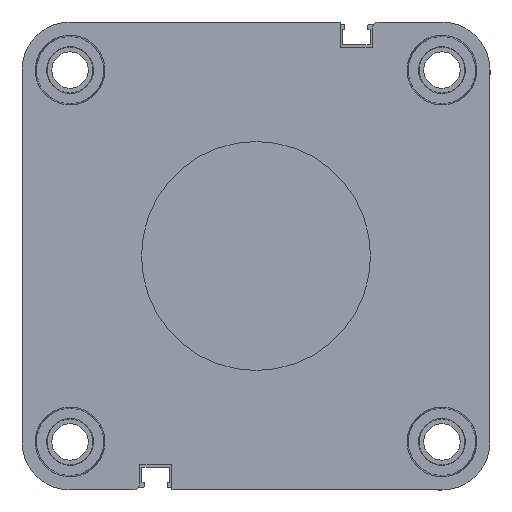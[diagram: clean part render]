
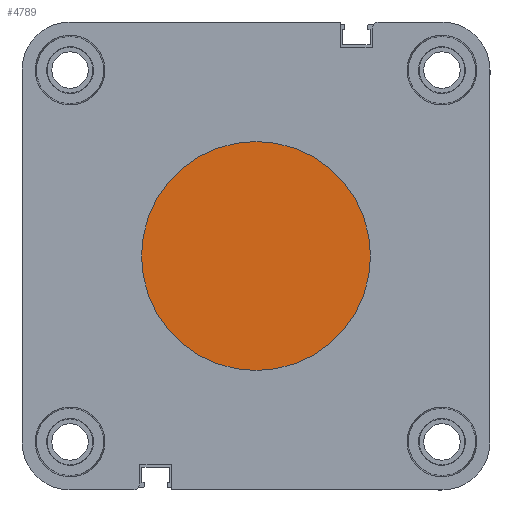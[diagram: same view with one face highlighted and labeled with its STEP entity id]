
A CAD part, left-side view. The second image highlights one B-rep face of the part: STEP entity #4789.
In plain terms, the highlighted planar face has unit normal (-1, 0, 0).
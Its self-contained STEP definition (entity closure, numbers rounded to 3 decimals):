
#356 = DIRECTION ( 'NONE',  ( 0., 0., 1. ) ) ;
#1066 = CARTESIAN_POINT ( 'NONE',  ( 0., 0., 0. ) ) ;
#3157 = EDGE_CURVE ( 'NONE', #4901, #11890, #11009, .T. ) ;
#3357 = ORIENTED_EDGE ( 'NONE', *, *, #3157, .T. ) ;
#4256 = FACE_OUTER_BOUND ( 'NONE', #9556, .T. ) ;
#4789 = ADVANCED_FACE ( 'NONE', ( #4256 ), #10944, .T. ) ;
#4901 = VERTEX_POINT ( 'NONE', #8926 ) ;
#6351 = DIRECTION ( 'NONE',  ( -1., 0., 0. ) ) ;
#6492 = CARTESIAN_POINT ( 'NONE',  ( 0., 0., -27.4 ) ) ;
#7405 = DIRECTION ( 'NONE',  ( -1., 0., 0. ) ) ;
#7528 = CIRCLE ( 'NONE', #11091, 27.4 ) ;
#7819 = AXIS2_PLACEMENT_3D ( 'NONE', #10956, #6351, #356 ) ;
#8536 = DIRECTION ( 'NONE',  ( 0., 0., 1. ) ) ;
#8926 = CARTESIAN_POINT ( 'NONE',  ( 0., 0., 27.4 ) ) ;
#9556 = EDGE_LOOP ( 'NONE', ( #3357, #10356 ) ) ;
#10356 = ORIENTED_EDGE ( 'NONE', *, *, #13524, .T. ) ;
#10844 = CARTESIAN_POINT ( 'NONE',  ( 0., 0., 0. ) ) ;
#10944 = PLANE ( 'NONE',  #12368 ) ;
#10956 = CARTESIAN_POINT ( 'NONE',  ( 0., 0., 0. ) ) ;
#11009 = CIRCLE ( 'NONE', #7819, 27.4 ) ;
#11091 = AXIS2_PLACEMENT_3D ( 'NONE', #1066, #11591, #13819 ) ;
#11591 = DIRECTION ( 'NONE',  ( -1., 0., 0. ) ) ;
#11890 = VERTEX_POINT ( 'NONE', #6492 ) ;
#12368 = AXIS2_PLACEMENT_3D ( 'NONE', #10844, #7405, #8536 ) ;
#13524 = EDGE_CURVE ( 'NONE', #11890, #4901, #7528, .T. ) ;
#13819 = DIRECTION ( 'NONE',  ( 0., 0., 1. ) ) ;
